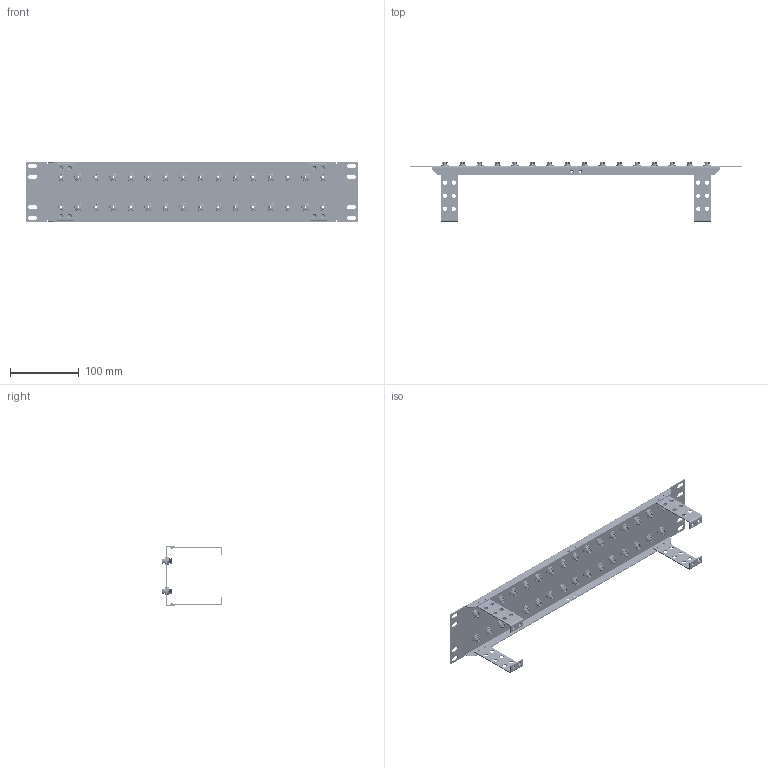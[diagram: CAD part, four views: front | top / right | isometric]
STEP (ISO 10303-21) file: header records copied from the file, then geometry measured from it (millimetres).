
FILE_DESCRIPTION (( 'STEP AP203' ), '1' );
FILE_NAME ('PR35FC32CMB.STEP', '2015-04-08T16:28:29', ( 'x' ), ( '' ), 'SwSTEP 2.0', 'SolidWorks 2014', '' );
FILE_SCHEMA (( 'CONFIG_CONTROL_DESIGN' ));
Length unit declared in the file: inch
Products named in the file (8): PR-CMB-B175; 3AA01-030_4-40 x .187 FLAT HEAD SCREW; PR35FC32CMB; PR35ST32CMB-PROD; FOA-033; 3AA03-003; 3AA02-003; FOA-033_with out dust caps
Assembly tree (48 placements, depth 3):
  PR35FC32CMB
    PR35ST32CMB-PROD
    FOA-033_with out dust caps  x32
      FOA-033
      3AA03-003
      3AA02-003
    PR-CMB-B175  x4
    3AA01-030_4-40 x .187 FLAT HEAD SCREW  x8
Bounding box: 482.6 x 87 x 88.39 mm (x, y, z)
Volume: 102537.8 mm3; surface area: 169380.3 mm2
Topology: 109 solids, 109 shells, 14017 faces, 39486 edges, 25940 vertices
Faces by surface type: plane 8437, cylinder 3276, cone 1944, bspline 360
Entity records: 64552 total; most frequent: CARTESIAN_POINT 27649, ORIENTED_EDGE 7926, DIRECTION 5902, EDGE_CURVE 3963, LINE 2712, VECTOR 2712, VERTEX_POINT 2622, EDGE_LOOP 1665
